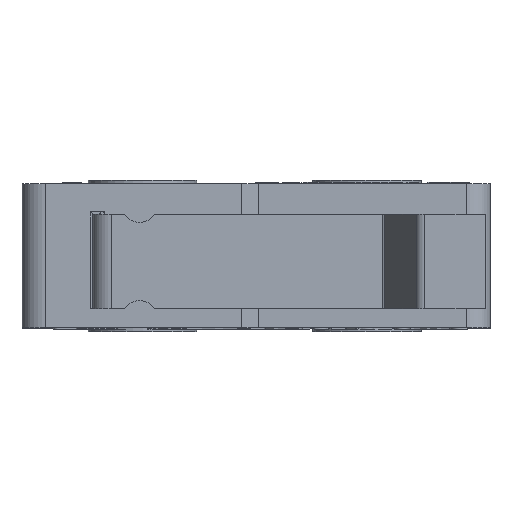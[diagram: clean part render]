
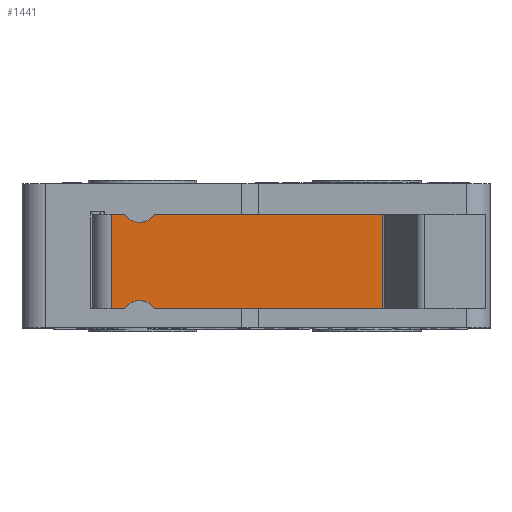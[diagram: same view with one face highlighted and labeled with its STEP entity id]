
A CAD part, top view. The second image highlights one B-rep face of the part: STEP entity #1441.
In plain terms, the highlighted planar face has unit normal (-0.013, 0, 1).
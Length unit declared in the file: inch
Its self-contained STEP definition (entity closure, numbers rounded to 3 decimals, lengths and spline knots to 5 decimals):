
#633=CARTESIAN_POINT('',(-0.02992,-0.20866,0.34503));
#634=VERTEX_POINT('',#633);
#641=CARTESIAN_POINT('',(-0.05219,-0.20866,0.34474));
#642=VERTEX_POINT('',#641);
#643=CARTESIAN_POINT('',(-0.05219,-0.20866,0.34474));
#644=DIRECTION('',(1.,0.0,0.013));
#645=VECTOR('',#644,0.02227);
#646=LINE('',#643,#645);
#647=EDGE_CURVE('',#642,#634,#646,.T.);
#704=CARTESIAN_POINT('',(-0.02992,-0.05118,0.34503));
#705=VERTEX_POINT('',#704);
#714=CARTESIAN_POINT('',(0.02003,-0.05118,0.34569));
#715=VERTEX_POINT('',#714);
#716=CARTESIAN_POINT('',(-0.00495,-0.03543,0.34536));
#717=DIRECTION('',(0.013,0.0,-1.));
#718=DIRECTION('',(-1.,0.,-0.013));
#719=AXIS2_PLACEMENT_3D('',#716,#717,#718);
#720=CIRCLE('',#719,0.02953);
#721=EDGE_CURVE('',#715,#705,#720,.T.);
#746=CARTESIAN_POINT('',(0.02003,-0.20866,0.34569));
#747=VERTEX_POINT('',#746);
#756=CARTESIAN_POINT('',(-0.00495,-0.22441,0.34536));
#757=DIRECTION('',(0.013,0.0,-1.));
#758=DIRECTION('',(-1.,0.,-0.013));
#759=AXIS2_PLACEMENT_3D('',#756,#757,#758);
#760=CIRCLE('',#759,0.02953);
#761=EDGE_CURVE('',#634,#747,#760,.T.);
#780=CARTESIAN_POINT('',(0.39987,-0.05118,0.3507));
#781=VERTEX_POINT('',#780);
#782=CARTESIAN_POINT('',(0.39987,-0.05118,0.3507));
#783=DIRECTION('',(-1.,0.,-0.013));
#784=VECTOR('',#783,0.37988);
#785=LINE('',#782,#784);
#786=EDGE_CURVE('',#781,#715,#785,.T.);
#996=CARTESIAN_POINT('',(0.39987,-0.20866,0.3507));
#997=VERTEX_POINT('',#996);
#1005=CARTESIAN_POINT('',(0.02003,-0.20866,0.34569));
#1006=DIRECTION('',(1.,0.,0.013));
#1007=VECTOR('',#1006,0.37988);
#1008=LINE('',#1005,#1007);
#1009=EDGE_CURVE('',#747,#997,#1008,.T.);
#1403=CARTESIAN_POINT('',(0.39987,-0.05118,0.3507));
#1404=DIRECTION('',(0.0,-1.0,0.0));
#1405=VECTOR('',#1404,0.15748);
#1406=LINE('',#1403,#1405);
#1407=EDGE_CURVE('',#781,#997,#1406,.T.);
#1414=CARTESIAN_POINT('',(-0.07479,-0.21654,0.34444));
#1415=DIRECTION('',(-0.013,0.0,1.));
#1416=DIRECTION('',(1.,0.0,0.013));
#1417=AXIS2_PLACEMENT_3D('',#1414,#1415,#1416);
#1418=PLANE('',#1417);
#1419=ORIENTED_EDGE('',*,*,#721,.T.);
#1420=CARTESIAN_POINT('',(-0.05219,-0.05118,0.34474));
#1421=VERTEX_POINT('',#1420);
#1422=CARTESIAN_POINT('',(-0.02992,-0.05118,0.34503));
#1423=DIRECTION('',(-1.,0.,-0.013));
#1424=VECTOR('',#1423,0.02227);
#1425=LINE('',#1422,#1424);
#1426=EDGE_CURVE('',#705,#1421,#1425,.T.);
#1427=ORIENTED_EDGE('',*,*,#1426,.T.);
#1428=CARTESIAN_POINT('',(-0.05219,-0.05118,0.34474));
#1429=DIRECTION('',(0.0,-1.0,0.0));
#1430=VECTOR('',#1429,0.15748);
#1431=LINE('',#1428,#1430);
#1432=EDGE_CURVE('',#1421,#642,#1431,.T.);
#1433=ORIENTED_EDGE('',*,*,#1432,.T.);
#1434=ORIENTED_EDGE('',*,*,#647,.T.);
#1435=ORIENTED_EDGE('',*,*,#761,.T.);
#1436=ORIENTED_EDGE('',*,*,#1009,.T.);
#1437=ORIENTED_EDGE('',*,*,#1407,.F.);
#1438=ORIENTED_EDGE('',*,*,#786,.T.);
#1439=EDGE_LOOP('',(#1419,#1427,#1433,#1434,#1435,#1436,#1437,#1438));
#1440=FACE_OUTER_BOUND('',#1439,.T.);
#1441=ADVANCED_FACE('',(#1440),#1418,.T.);
